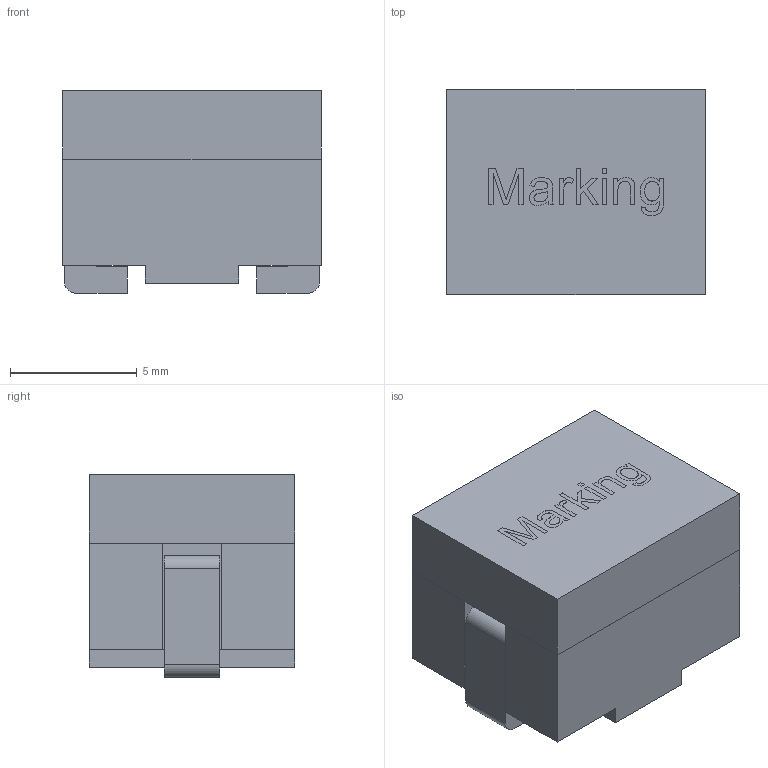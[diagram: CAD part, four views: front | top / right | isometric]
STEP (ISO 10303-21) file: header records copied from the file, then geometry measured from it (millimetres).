
FILE_DESCRIPTION(/* description */ ('Unknown'),/* implementation_level */ '2;1');
FILE_NAME(/* name */ 'L_Wurth_WE-HCM_1088A',/* time_stamp */ '2022-04-20T11:29:37+08:00',/* author */ ('Unknown'),/* organization */ ('Unknown'),/* preprocessor_version */ 'ST-DEVELOPER v16.7',/* originating_system */ 'Solid Edge',/* authorisation */ 'Unknown');
FILE_SCHEMA (('AUTOMOTIVE_DESIGN {1 0 10303 214 3 1 1}'));
Length unit declared in the file: millimetre
Products named in the file (2): L_Wurth_WE-HCM_1088A
Assembly tree (1 placements, depth 2):
  L_Wurth_WE-HCM_1088A
    L_Wurth_WE-HCM_1088A
Bounding box: 10.2 x 8.1 x 8 mm (x, y, z)
Volume: 594.4 mm3; surface area: 692.1 mm2
Topology: 2 solids, 2 shells, 122 faces, 309 edges, 203 vertices
Faces by surface type: plane 98, bspline 16, cylinder 8
Entity records: 4911 total; most frequent: CARTESIAN_POINT 1170, ORIENTED_EDGE 616, DIRECTION 508, EDGE_CURVE 308, LINE 260, VECTOR 260, VERTEX_POINT 203, EDGE_LOOP 135
